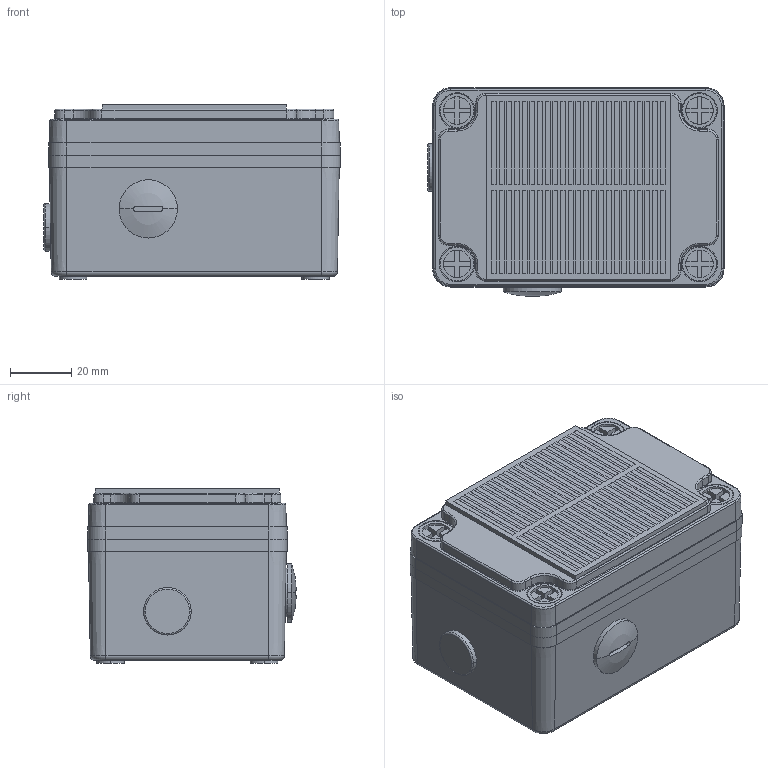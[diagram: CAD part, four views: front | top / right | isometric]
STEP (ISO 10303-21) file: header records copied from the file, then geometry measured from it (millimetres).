
FILE_DESCRIPTION((''),'2;1');
FILE_NAME('RAK5205_ASM','2020-12-10T',('lina'),(''),'PRO/ENGINEER BY PARAMETRIC TECHNOLOGY CORPORATION, 2010280','PRO/ENGINEER BY PARAMETRIC TECHNOLOGY CORPORATION, 2010280','');
FILE_SCHEMA(('AUTOMOTIVE_DESIGN { 1 2 10303 214 0 1 1 1 }'));
Length unit declared in the file: millimetre
Products named in the file (6): H09060L_A; H09060L_B; GLS-M16; 0214C003; 2112C00A; RAK5205_ASM
Assembly tree (5 placements, depth 2):
  RAK5205_ASM
    H09060L_A
    H09060L_B
    GLS-M16
    0214C003
    2112C00A
Bounding box: 96.5 x 68.04 x 57 mm (x, y, z)
Volume: 103919.1 mm3; surface area: 81631.5 mm2
Topology: 9 solids, 9 shells, 1161 faces, 2832 edges, 1870 vertices
Faces by surface type: plane 941, cylinder 162, torus 34, cone 22, sphere 2
Entity records: 36282 total; most frequent: CARTESIAN_POINT 6096, ORIENTED_EDGE 5664, DIRECTION 5602, EDGE_CURVE 2832, VECTOR 2346, LINE 2346, VERTEX_POINT 1870, AXIS2_PLACEMENT_3D 1628
